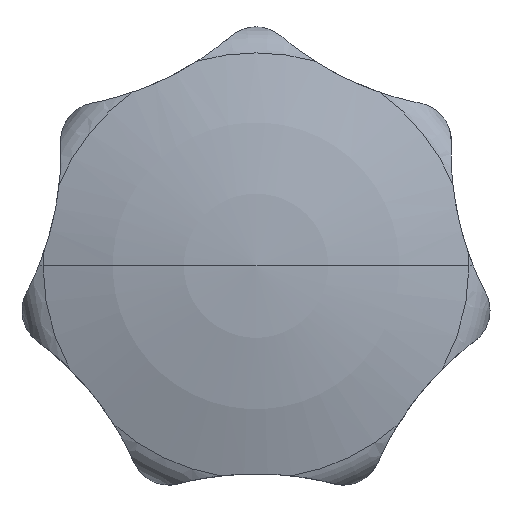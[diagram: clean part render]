
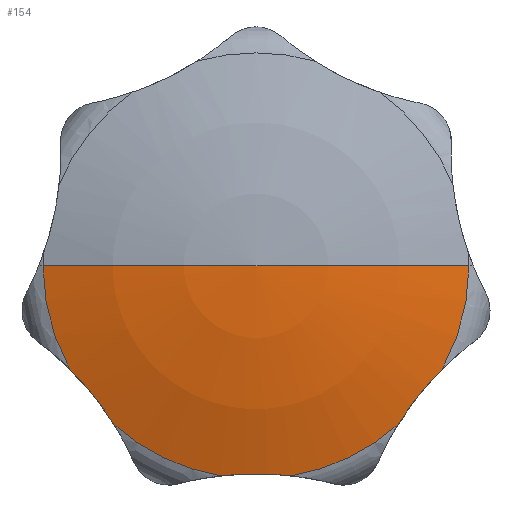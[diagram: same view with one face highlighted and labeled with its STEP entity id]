
A CAD part, top view. The second image highlights one B-rep face of the part: STEP entity #154.
In plain terms, the highlighted spherical face has radius 70 mm.
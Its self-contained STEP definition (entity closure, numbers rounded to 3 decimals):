
#154=ADVANCED_FACE('',(#306),#307,.T.);
#306=FACE_OUTER_BOUND('',#452,.T.);
#307=SPHERICAL_SURFACE('',#453,70.);
#452=EDGE_LOOP('',(#868,#869,#870,#871,#872,#873,#874,#875,#876));
#453=AXIS2_PLACEMENT_3D('',#877,#878,#879);
#868=ORIENTED_EDGE('',*,*,#904,.F.);
#869=ORIENTED_EDGE('',*,*,#902,.T.);
#870=ORIENTED_EDGE('',*,*,#999,.T.);
#871=ORIENTED_EDGE('',*,*,#1063,.T.);
#872=ORIENTED_EDGE('',*,*,#1008,.T.);
#873=ORIENTED_EDGE('',*,*,#1060,.T.);
#874=ORIENTED_EDGE('',*,*,#1016,.T.);
#875=ORIENTED_EDGE('',*,*,#917,.T.);
#876=ORIENTED_EDGE('',*,*,#905,.F.);
#877=CARTESIAN_POINT('',(0.,0.,-38.));
#878=DIRECTION('',(0.,0.,1.0));
#879=DIRECTION('',(-1.0,0.,0.0));
#902=EDGE_CURVE('',#1070,#1078,#1080,.T.);
#904=EDGE_CURVE('',#1070,#1082,#1083,.T.);
#905=EDGE_CURVE('',#1082,#1084,#1085,.T.);
#917=EDGE_CURVE('',#1106,#1084,#1107,.T.);
#999=EDGE_CURVE('',#1078,#1233,#1235,.T.);
#1008=EDGE_CURVE('',#1243,#1247,#1249,.T.);
#1016=EDGE_CURVE('',#1257,#1106,#1260,.T.);
#1060=EDGE_CURVE('',#1247,#1257,#1318,.T.);
#1063=EDGE_CURVE('',#1233,#1243,#1321,.T.);
#1070=VERTEX_POINT('',#1328);
#1078=VERTEX_POINT('',#1355);
#1080=CIRCLE('',#1366,22.273);
#1082=VERTEX_POINT('',#1368);
#1083=CIRCLE('',#1369,70.);
#1084=VERTEX_POINT('',#1370);
#1085=CIRCLE('',#1371,70.);
#1106=VERTEX_POINT('',#1428);
#1107=CIRCLE('',#1429,22.273);
#1233=VERTEX_POINT('',#1806);
#1235=B_SPLINE_CURVE_WITH_KNOTS('',3,(#1813,#1814,#1815,#1816,#1817,#1818,#1819,#1820,#1821,#1822),.UNSPECIFIED.,.F.,.F.,(4,2,2,2,4),(51.423,52.374,55.077,57.781,58.731),.UNSPECIFIED.);
#1243=VERTEX_POINT('',#1845);
#1247=VERTEX_POINT('',#1859);
#1249=B_SPLINE_CURVE_WITH_KNOTS('',3,(#1868,#1869,#1870,#1871,#1872,#1873,#1874,#1875,#1876,#1877),.UNSPECIFIED.,.F.,.F.,(4,2,2,2,4),(51.423,52.374,55.077,57.781,58.731),.UNSPECIFIED.);
#1257=VERTEX_POINT('',#1900);
#1260=B_SPLINE_CURVE_WITH_KNOTS('',3,(#1913,#1914,#1915,#1916,#1917,#1918,#1919,#1920,#1921,#1922),.UNSPECIFIED.,.F.,.F.,(4,2,2,2,4),(51.423,52.374,55.077,57.781,58.731),.UNSPECIFIED.);
#1318=CIRCLE('',#2231,22.273);
#1321=CIRCLE('',#2234,22.273);
#1328=CARTESIAN_POINT('',(-22.273,0.,28.362));
#1355=CARTESIAN_POINT('',(-19.479,-10.8,28.362));
#1366=AXIS2_PLACEMENT_3D('',#2242,#2243,#2244);
#1368=CARTESIAN_POINT('',(0.,0.,32.));
#1369=AXIS2_PLACEMENT_3D('',#2245,#2246,#2247);
#1370=CARTESIAN_POINT('',(22.273,0.,28.362));
#1371=AXIS2_PLACEMENT_3D('',#2248,#2249,#2250);
#1428=CARTESIAN_POINT('',(19.479,-10.8,28.362));
#1429=AXIS2_PLACEMENT_3D('',#2269,#2270,#2271);
#1806=CARTESIAN_POINT('',(-14.864,-16.588,28.362));
#1813=CARTESIAN_POINT('',(-19.479,-10.8,28.362));
#1814=CARTESIAN_POINT('',(-19.248,-11.029,28.393));
#1815=CARTESIAN_POINT('',(-19.021,-11.261,28.419));
#1816=CARTESIAN_POINT('',(-18.165,-12.165,28.505));
#1817=CARTESIAN_POINT('',(-17.565,-12.855,28.536));
#1818=CARTESIAN_POINT('',(-16.442,-14.264,28.536));
#1819=CARTESIAN_POINT('',(-15.902,-15.003,28.505));
#1820=CARTESIAN_POINT('',(-15.212,-16.039,28.419));
#1821=CARTESIAN_POINT('',(-15.036,-16.312,28.393));
#1822=CARTESIAN_POINT('',(-14.864,-16.588,28.362));
#1845=CARTESIAN_POINT('',(-3.701,-21.963,28.362));
#1859=CARTESIAN_POINT('',(3.701,-21.963,28.362));
#1868=CARTESIAN_POINT('',(-3.701,-21.963,28.362));
#1869=CARTESIAN_POINT('',(-3.378,-21.925,28.393));
#1870=CARTESIAN_POINT('',(-3.055,-21.893,28.419));
#1871=CARTESIAN_POINT('',(-1.815,-21.786,28.505));
#1872=CARTESIAN_POINT('',(-0.901,-21.748,28.536));
#1873=CARTESIAN_POINT('',(0.901,-21.748,28.536));
#1874=CARTESIAN_POINT('',(1.815,-21.786,28.505));
#1875=CARTESIAN_POINT('',(3.055,-21.893,28.419));
#1876=CARTESIAN_POINT('',(3.378,-21.925,28.393));
#1877=CARTESIAN_POINT('',(3.701,-21.963,28.362));
#1900=CARTESIAN_POINT('',(14.864,-16.588,28.362));
#1913=CARTESIAN_POINT('',(14.864,-16.588,28.362));
#1914=CARTESIAN_POINT('',(15.036,-16.312,28.393));
#1915=CARTESIAN_POINT('',(15.212,-16.039,28.419));
#1916=CARTESIAN_POINT('',(15.902,-15.003,28.505));
#1917=CARTESIAN_POINT('',(16.442,-14.264,28.536));
#1918=CARTESIAN_POINT('',(17.565,-12.855,28.536));
#1919=CARTESIAN_POINT('',(18.165,-12.165,28.505));
#1920=CARTESIAN_POINT('',(19.021,-11.261,28.419));
#1921=CARTESIAN_POINT('',(19.248,-11.029,28.393));
#1922=CARTESIAN_POINT('',(19.479,-10.8,28.362));
#2231=AXIS2_PLACEMENT_3D('',#2377,#2378,#2379);
#2234=AXIS2_PLACEMENT_3D('',#2380,#2381,#2382);
#2242=CARTESIAN_POINT('',(0.,0.,28.362));
#2243=DIRECTION('',(0.,0.,1.0));
#2244=DIRECTION('',(1.0,0.,0.));
#2245=CARTESIAN_POINT('',(0.,0.,-38.));
#2246=DIRECTION('',(0.,1.0,0.));
#2247=DIRECTION('',(0.0,0.,-1.0));
#2248=CARTESIAN_POINT('',(0.,0.,-38.));
#2249=DIRECTION('',(0.,1.0,0.));
#2250=DIRECTION('',(0.0,0.,-1.0));
#2269=CARTESIAN_POINT('',(0.,0.,28.362));
#2270=DIRECTION('',(0.,0.,1.0));
#2271=DIRECTION('',(1.0,0.,0.));
#2377=CARTESIAN_POINT('',(0.,0.,28.362));
#2378=DIRECTION('',(0.,0.,1.0));
#2379=DIRECTION('',(1.0,0.,0.));
#2380=CARTESIAN_POINT('',(0.,0.,28.362));
#2381=DIRECTION('',(0.,0.,1.0));
#2382=DIRECTION('',(1.0,0.,0.));
